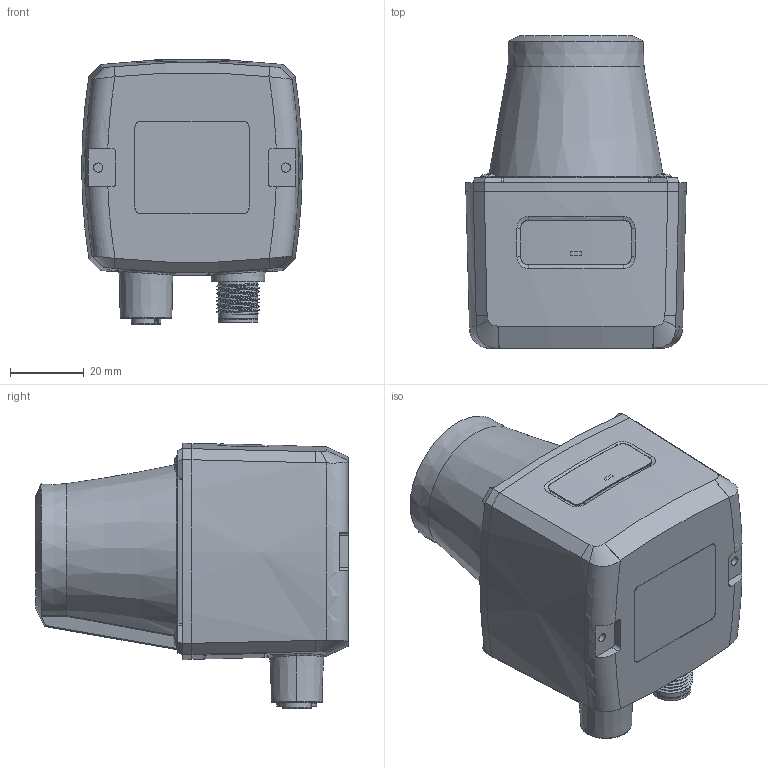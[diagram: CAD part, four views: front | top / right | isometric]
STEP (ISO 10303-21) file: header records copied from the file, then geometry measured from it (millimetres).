
FILE_DESCRIPTION((''),'2;1');
FILE_NAME('T10001_ASM_0605_ASM','2023-06-05T13:32:46',('frank.yang'),(''),'CREO PARAMETRIC BY PTC INC, 2020154','CREO PARAMETRIC BY PTC INC, 2020154','');
FILE_SCHEMA(('CONFIG_CONTROL_DESIGN','SHAPE_APPEARANCE_LAYERS_GROUPS'));
Length unit declared in the file: millimetre
Products named in the file (11): T1M1-SHELL_56_2_72_3; T1M1-MC_5_3; T1M1-FC_10_3; DEC2_15_3; T1M1-DOWN_S_ASM_61_ASM_3_ASM; T1M1-OPHOOD2_64_4; T1M1-SEALRING_6_3; T1M1-UP_10S_ASM_26_ASM_3_ASM; T1M1-SCREW_24_3; T10001_ASM_3_ASM; T10001_ASM_0605_ASM
Assembly tree (14 placements, depth 4):
  T10001_ASM_0605_ASM
    T10001_ASM_3_ASM
      T1M1-DOWN_S_ASM_61_ASM_3_ASM
        T1M1-SHELL_56_2_72_3
        T1M1-MC_5_3
        T1M1-FC_10_3  x2
        DEC2_15_3
      T1M1-UP_10S_ASM_26_ASM_3_ASM
        T1M1-OPHOOD2_64_4
        T1M1-SEALRING_6_3
      T1M1-SCREW_24_3  x4
Bounding box: 60 x 85 x 72.11 mm (x, y, z)
Volume: 43628.1 mm3; surface area: 51097.5 mm2
Topology: 11 solids, 11 shells, 1140 faces, 3170 edges, 2112 vertices
Faces by surface type: cylinder 448, plane 279, cone 169, bspline 140, torus 68, revolution 14, extrusion 12, sphere 10
Entity records: 45644 total; most frequent: CARTESIAN_POINT 20586, ORIENTED_EDGE 4792, DIRECTION 4214, EDGE_CURVE 2396, AXIS2_PLACEMENT_3D 1688, VERTEX_POINT 1616, PRESENTATION_STYLE_ASSIGNMENT 977, STYLED_ITEM 977
